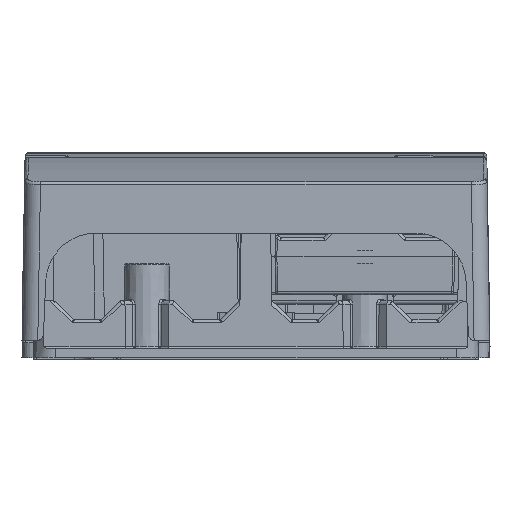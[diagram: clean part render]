
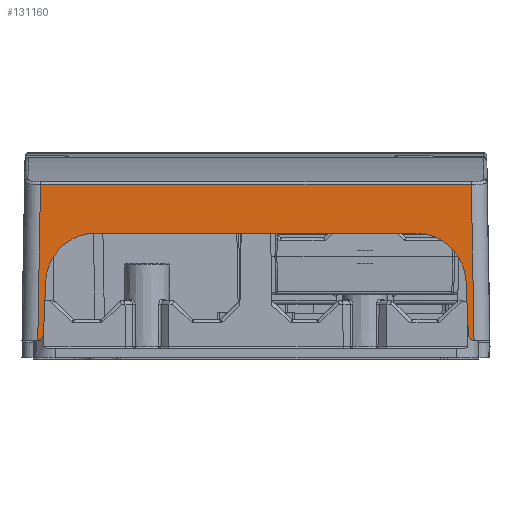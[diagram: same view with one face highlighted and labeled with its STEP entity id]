
A CAD part, left-side view. The second image highlights one B-rep face of the part: STEP entity #131160.
In plain terms, the highlighted planar face has unit normal (-1, 0, 0.018).
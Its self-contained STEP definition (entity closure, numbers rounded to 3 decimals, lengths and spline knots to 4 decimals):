
#6471=ELLIPSE('',#140201,0.315,0.315);
#6475=ELLIPSE('',#140212,0.0394,0.0394);
#6476=ELLIPSE('',#140213,0.0394,0.0394);
#6477=ELLIPSE('',#140214,0.315,0.315);
#13563=FACE_OUTER_BOUND('',#20815,.T.);
#20815=EDGE_LOOP('',(#104835,#104836,#104837,#104838,#104839,#104840,#104841,
#104842,#104843,#104844));
#33267=LINE('',#218731,#45030);
#33273=LINE('',#218809,#45036);
#33288=LINE('',#218912,#45051);
#33289=LINE('',#218920,#45052);
#33290=LINE('',#218923,#45053);
#33291=LINE('',#218924,#45054);
#45030=VECTOR('',#165285,0.9717);
#45036=VECTOR('',#165309,2.6905);
#45051=VECTOR('',#165356,0.9717);
#45052=VECTOR('',#165365,0.3308);
#45053=VECTOR('',#165368,1.9954);
#45054=VECTOR('',#165369,0.3308);
#56841=VERTEX_POINT('',#218720);
#56842=VERTEX_POINT('',#218725);
#56849=VERTEX_POINT('',#218795);
#56856=VERTEX_POINT('',#218874);
#56857=VERTEX_POINT('',#218876);
#56867=VERTEX_POINT('',#218906);
#56869=VERTEX_POINT('',#218915);
#56870=VERTEX_POINT('',#218917);
#56871=VERTEX_POINT('',#218919);
#56872=VERTEX_POINT('',#218921);
#73328=EDGE_CURVE('',#56842,#56841,#33267,.T.);
#73342=EDGE_CURVE('',#56849,#56842,#33273,.T.);
#73352=EDGE_CURVE('',#56856,#56857,#6471,.T.);
#73367=EDGE_CURVE('',#56867,#56849,#33288,.T.);
#73369=EDGE_CURVE('',#56841,#56869,#6475,.T.);
#73370=EDGE_CURVE('',#56870,#56867,#6476,.T.);
#73371=EDGE_CURVE('',#56870,#56871,#33289,.T.);
#73372=EDGE_CURVE('',#56872,#56871,#6477,.T.);
#73373=EDGE_CURVE('',#56872,#56857,#33290,.F.);
#73374=EDGE_CURVE('',#56856,#56869,#33291,.T.);
#104835=ORIENTED_EDGE('',*,*,#73369,.F.);
#104836=ORIENTED_EDGE('',*,*,#73328,.F.);
#104837=ORIENTED_EDGE('',*,*,#73342,.F.);
#104838=ORIENTED_EDGE('',*,*,#73367,.F.);
#104839=ORIENTED_EDGE('',*,*,#73370,.F.);
#104840=ORIENTED_EDGE('',*,*,#73371,.T.);
#104841=ORIENTED_EDGE('',*,*,#73372,.F.);
#104842=ORIENTED_EDGE('',*,*,#73373,.T.);
#104843=ORIENTED_EDGE('',*,*,#73352,.F.);
#104844=ORIENTED_EDGE('',*,*,#73374,.T.);
#118312=PLANE('',#140211);
#131160=ADVANCED_FACE('',(#13563),#118312,.T.);
#140201=AXIS2_PLACEMENT_3D('',#218877,#165327,#165328);
#140211=AXIS2_PLACEMENT_3D('',#218914,#165359,#165360);
#140212=AXIS2_PLACEMENT_3D('',#218916,#165361,#165362);
#140213=AXIS2_PLACEMENT_3D('',#218918,#165363,#165364);
#140214=AXIS2_PLACEMENT_3D('',#218922,#165366,#165367);
#165285=DIRECTION('',(-0.017,-0.017,-1.));
#165309=DIRECTION('',(0.,-1.,0.));
#165327=DIRECTION('center_axis',(-1.,0.,
0.017));
#165328=DIRECTION('ref_axis',(0.017,0.,
1.));
#165356=DIRECTION('',(0.017,-0.017,1.));
#165359=DIRECTION('center_axis',(-1.,0.,
0.017));
#165360=DIRECTION('ref_axis',(-0.017,0.,-1.));
#165361=DIRECTION('center_axis',(1.,0.,
-0.017));
#165362=DIRECTION('ref_axis',(-0.017,0.,
-1.));
#165363=DIRECTION('center_axis',(1.,0.,
-0.017));
#165364=DIRECTION('ref_axis',(-0.017,0.,
-1.));
#165365=DIRECTION('',(0.017,-0.044,0.999));
#165366=DIRECTION('center_axis',(-1.,0.,
0.017));
#165367=DIRECTION('ref_axis',(0.017,0.,
1.));
#165368=DIRECTION('',(0.,1.,0.));
#165369=DIRECTION('',(-0.017,-0.044,-0.999));
#218720=CARTESIAN_POINT('',(-3.937,-1.3622,0.1085));
#218725=CARTESIAN_POINT('',(-3.92,-1.3453,1.0799));
#218731=CARTESIAN_POINT('',(-3.9367,-1.3619,0.1281));
#218795=CARTESIAN_POINT('',(-3.92,1.3453,1.0799));
#218809=CARTESIAN_POINT('',(-3.92,1.4606,1.0799));
#218874=CARTESIAN_POINT('',(-3.9306,-1.3124,0.4763));
#218876=CARTESIAN_POINT('',(-3.9253,-0.9977,0.7776));
#218877=CARTESIAN_POINT('Origin',(-3.9308,-0.9977,0.4626));
#218906=CARTESIAN_POINT('',(-3.937,1.3622,0.1085));
#218912=CARTESIAN_POINT('',(-3.9366,1.3618,0.132));
#218914=CARTESIAN_POINT('Origin',(-3.937,-1.4606,0.1083));
#218915=CARTESIAN_POINT('',(-3.9364,-1.3268,0.1459));
#218916=CARTESIAN_POINT('Origin',(-3.9363,-1.3661,0.1476));
#218917=CARTESIAN_POINT('',(-3.9364,1.3268,0.1459));
#218918=CARTESIAN_POINT('Origin',(-3.9363,1.3661,0.1476));
#218919=CARTESIAN_POINT('',(-3.9306,1.3124,0.4763));
#218920=CARTESIAN_POINT('',(-3.9301,1.3112,0.5036));
#218921=CARTESIAN_POINT('',(-3.9253,0.9977,0.7776));
#218922=CARTESIAN_POINT('Origin',(-3.9308,0.9977,0.4626));
#218923=CARTESIAN_POINT('',(-3.9253,-1.3799,0.7776));
#218924=CARTESIAN_POINT('',(-3.9371,-1.3285,0.1057));
